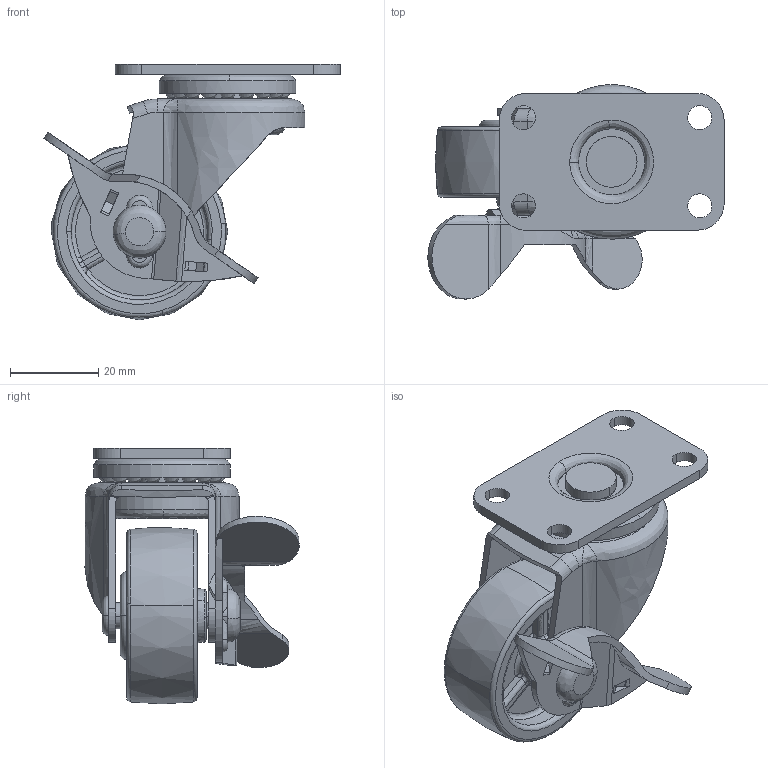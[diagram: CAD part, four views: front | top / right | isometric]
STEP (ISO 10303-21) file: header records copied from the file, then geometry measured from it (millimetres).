
FILE_DESCRIPTION((''),'2;1');
FILE_NAME('','2005-12-15T16:56:38',(''),(''),'','CADfix','');
FILE_SCHEMA(('AUTOMOTIVE_DESIGN'));
Length unit declared in the file: millimetre
Products named in the file (7): lever; wheel; mounting plate; main shaft; body; axle; No_415_E_N40_1_26346_36
Assembly tree (6 placements, depth 2):
  No_415_E_N40_1_26346_36
    lever
    wheel
    mounting plate
    main shaft
    body
    axle
Bounding box: 67.18 x 48.56 x 58 mm (x, y, z)
Volume: 30281.7 mm3; surface area: 22238.8 mm2
Topology: 6 solids, 6 shells, 353 faces, 1052 edges, 721 vertices
Faces by surface type: bspline 353
Entity records: 18468 total; most frequent: CARTESIAN_POINT 12631, ORIENTED_EDGE 2100, EDGE_CURVE 1050, VERTEX_POINT 721, EDGE_LOOP 425, FACE_OUTER_BOUND 353, ADVANCED_FACE 353, QUASI_UNIFORM_CURVE 288
